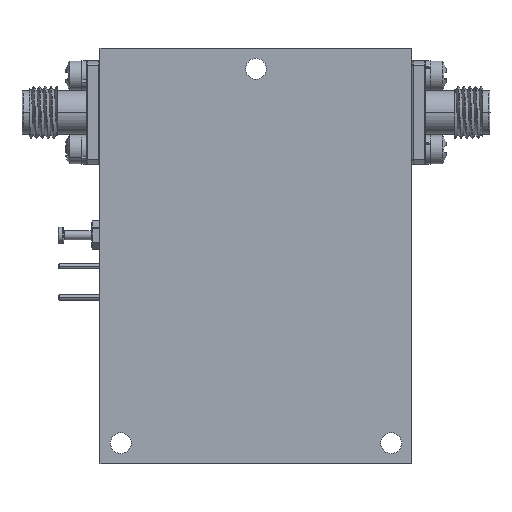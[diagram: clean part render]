
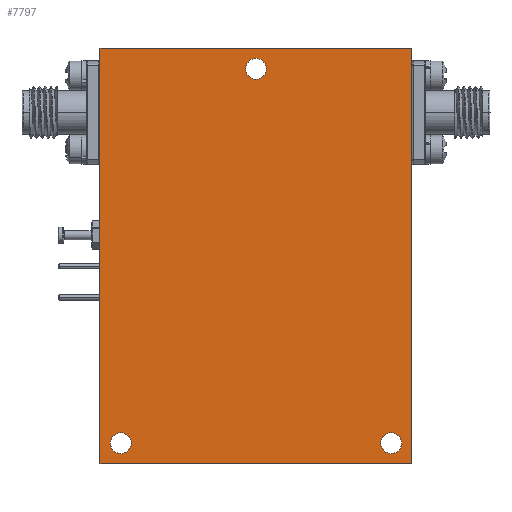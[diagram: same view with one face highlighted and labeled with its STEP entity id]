
A CAD part, front view. The second image highlights one B-rep face of the part: STEP entity #7797.
In plain terms, the highlighted planar face has unit normal (0, -1, 0).
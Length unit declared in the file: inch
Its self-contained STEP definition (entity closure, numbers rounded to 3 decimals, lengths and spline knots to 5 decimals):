
#353 = DIRECTION ( 'NONE',  ( 0., 0., -1. ) ) ;
#663 = AXIS2_PLACEMENT_3D ( 'NONE', #9368, #24952, #14622 ) ;
#1097 = AXIS2_PLACEMENT_3D ( 'NONE', #1100, #15942, #41174 ) ;
#1100 = CARTESIAN_POINT ( 'NONE',  ( 1.4, 0., -1.9 ) ) ;
#1762 = DIRECTION ( 'NONE',  ( 0., -1., 0. ) ) ;
#2678 = EDGE_CURVE ( 'NONE', #19533, #30486, #40738, .T. ) ;
#3313 = FACE_OUTER_BOUND ( 'NONE', #35336, .T. ) ;
#3561 = FACE_BOUND ( 'NONE', #26554, .T. ) ;
#3810 = DIRECTION ( 'NONE',  ( 0., 1., 0. ) ) ;
#4170 = AXIS2_PLACEMENT_3D ( 'NONE', #17954, #3810, #36429 ) ;
#4269 = EDGE_CURVE ( 'NONE', #31557, #19533, #11017, .T. ) ;
#5181 = CIRCLE ( 'NONE', #27400, 0.05 ) ;
#5401 = CARTESIAN_POINT ( 'NONE',  ( 0.75, 0., -0.05 ) ) ;
#6456 = CARTESIAN_POINT ( 'NONE',  ( 1.5, 0., 0. ) ) ;
#6583 = EDGE_CURVE ( 'NONE', #9163, #18668, #18195, .T. ) ;
#6673 = CIRCLE ( 'NONE', #33514, 0.05 ) ;
#7797 = ADVANCED_FACE ( 'NONE', ( #32851, #3561, #39581, #3313 ), #18192, .F. ) ;
#8080 = CARTESIAN_POINT ( 'NONE',  ( 1.5, 0., -2. ) ) ;
#9041 = CARTESIAN_POINT ( 'NONE',  ( 1.4, 0., -1.9 ) ) ;
#9163 = VERTEX_POINT ( 'NONE', #37464 ) ;
#9368 = CARTESIAN_POINT ( 'NONE',  ( 0.1, 0., -1.9 ) ) ;
#9648 = EDGE_LOOP ( 'NONE', ( #33712, #42023 ) ) ;
#10649 = VECTOR ( 'NONE', #44287, 39.37008 ) ;
#11017 = LINE ( 'NONE', #22526, #45485 ) ;
#11367 = EDGE_CURVE ( 'NONE', #39680, #31557, #27976, .T. ) ;
#11525 = VECTOR ( 'NONE', #13084, 39.37008 ) ;
#12415 = DIRECTION ( 'NONE',  ( 0., -1., 0. ) ) ;
#12839 = CARTESIAN_POINT ( 'NONE',  ( 0., 0., 0. ) ) ;
#12986 = DIRECTION ( 'NONE',  ( 0., -1., 0. ) ) ;
#13084 = DIRECTION ( 'NONE',  ( 1., 0., 0. ) ) ;
#14451 = CARTESIAN_POINT ( 'NONE',  ( 0., 0., -2. ) ) ;
#14622 = DIRECTION ( 'NONE',  ( 0., 0., -1. ) ) ;
#15194 = CIRCLE ( 'NONE', #663, 0.05 ) ;
#15935 = CARTESIAN_POINT ( 'NONE',  ( 0.1, 0., -1.85 ) ) ;
#15942 = DIRECTION ( 'NONE',  ( 0., -1., 0. ) ) ;
#16855 = CARTESIAN_POINT ( 'NONE',  ( 0., 0., -2. ) ) ;
#17130 = ORIENTED_EDGE ( 'NONE', *, *, #6583, .F. ) ;
#17509 = CIRCLE ( 'NONE', #18250, 0.05 ) ;
#17954 = CARTESIAN_POINT ( 'NONE',  ( 0., 0., 0. ) ) ;
#18188 = ORIENTED_EDGE ( 'NONE', *, *, #4269, .F. ) ;
#18192 = PLANE ( 'NONE',  #4170 ) ;
#18195 = CIRCLE ( 'NONE', #35797, 0.05 ) ;
#18250 = AXIS2_PLACEMENT_3D ( 'NONE', #24265, #12986, #34827 ) ;
#18557 = CARTESIAN_POINT ( 'NONE',  ( 0., 0., 0. ) ) ;
#18668 = VERTEX_POINT ( 'NONE', #37816 ) ;
#19533 = VERTEX_POINT ( 'NONE', #29910 ) ;
#22272 = VERTEX_POINT ( 'NONE', #44311 ) ;
#22526 = CARTESIAN_POINT ( 'NONE',  ( 1.5, 0., 0. ) ) ;
#23215 = DIRECTION ( 'NONE',  ( 0., 0., -1. ) ) ;
#23793 = EDGE_CURVE ( 'NONE', #22272, #38657, #6673, .T. ) ;
#24265 = CARTESIAN_POINT ( 'NONE',  ( 0.75, 0., -0.1 ) ) ;
#24952 = DIRECTION ( 'NONE',  ( 0., -1., 0. ) ) ;
#26554 = EDGE_LOOP ( 'NONE', ( #27056, #42160 ) ) ;
#27056 = ORIENTED_EDGE ( 'NONE', *, *, #23793, .F. ) ;
#27133 = CIRCLE ( 'NONE', #1097, 0.05 ) ;
#27400 = AXIS2_PLACEMENT_3D ( 'NONE', #34835, #1762, #42990 ) ;
#27976 = LINE ( 'NONE', #12839, #11525 ) ;
#29050 = EDGE_CURVE ( 'NONE', #38657, #22272, #15194, .T. ) ;
#29910 = CARTESIAN_POINT ( 'NONE',  ( 1.5, 0., -2. ) ) ;
#29932 = ORIENTED_EDGE ( 'NONE', *, *, #33948, .F. ) ;
#30486 = VERTEX_POINT ( 'NONE', #16855 ) ;
#30985 = EDGE_LOOP ( 'NONE', ( #17130, #43756 ) ) ;
#31391 = CARTESIAN_POINT ( 'NONE',  ( 0.75, 0., -0.15 ) ) ;
#31557 = VERTEX_POINT ( 'NONE', #6456 ) ;
#32656 = ORIENTED_EDGE ( 'NONE', *, *, #11367, .F. ) ;
#32851 = FACE_BOUND ( 'NONE', #9648, .T. ) ;
#32958 = DIRECTION ( 'NONE',  ( 0., 0., 1. ) ) ;
#33232 = CARTESIAN_POINT ( 'NONE',  ( 0.1, 0., -1.9 ) ) ;
#33514 = AXIS2_PLACEMENT_3D ( 'NONE', #33232, #44233, #353 ) ;
#33712 = ORIENTED_EDGE ( 'NONE', *, *, #39022, .F. ) ;
#33948 = EDGE_CURVE ( 'NONE', #30486, #39680, #37022, .T. ) ;
#34827 = DIRECTION ( 'NONE',  ( 0., 0., -1. ) ) ;
#34835 = CARTESIAN_POINT ( 'NONE',  ( 0.75, 0., -0.1 ) ) ;
#35336 = EDGE_LOOP ( 'NONE', ( #18188, #32656, #29932, #38781 ) ) ;
#35797 = AXIS2_PLACEMENT_3D ( 'NONE', #9041, #12415, #23215 ) ;
#36429 = DIRECTION ( 'NONE',  ( 0., 0., 1. ) ) ;
#36961 = DIRECTION ( 'NONE',  ( 0., 0., -1. ) ) ;
#37022 = LINE ( 'NONE', #14451, #44274 ) ;
#37464 = CARTESIAN_POINT ( 'NONE',  ( 1.4, 0., -1.95 ) ) ;
#37816 = CARTESIAN_POINT ( 'NONE',  ( 1.4, 0., -1.85 ) ) ;
#38657 = VERTEX_POINT ( 'NONE', #15935 ) ;
#38781 = ORIENTED_EDGE ( 'NONE', *, *, #2678, .F. ) ;
#39022 = EDGE_CURVE ( 'NONE', #42195, #46656, #17509, .T. ) ;
#39581 = FACE_BOUND ( 'NONE', #30985, .T. ) ;
#39680 = VERTEX_POINT ( 'NONE', #18557 ) ;
#39933 = EDGE_CURVE ( 'NONE', #46656, #42195, #5181, .T. ) ;
#40738 = LINE ( 'NONE', #8080, #10649 ) ;
#41174 = DIRECTION ( 'NONE',  ( 0., 0., -1. ) ) ;
#42023 = ORIENTED_EDGE ( 'NONE', *, *, #39933, .F. ) ;
#42160 = ORIENTED_EDGE ( 'NONE', *, *, #29050, .F. ) ;
#42195 = VERTEX_POINT ( 'NONE', #31391 ) ;
#42990 = DIRECTION ( 'NONE',  ( 0., 0., -1. ) ) ;
#43756 = ORIENTED_EDGE ( 'NONE', *, *, #46622, .F. ) ;
#44233 = DIRECTION ( 'NONE',  ( 0., -1., 0. ) ) ;
#44274 = VECTOR ( 'NONE', #32958, 39.37008 ) ;
#44287 = DIRECTION ( 'NONE',  ( -1., 0., 0. ) ) ;
#44311 = CARTESIAN_POINT ( 'NONE',  ( 0.1, 0., -1.95 ) ) ;
#45485 = VECTOR ( 'NONE', #36961, 39.37008 ) ;
#46622 = EDGE_CURVE ( 'NONE', #18668, #9163, #27133, .T. ) ;
#46656 = VERTEX_POINT ( 'NONE', #5401 ) ;
